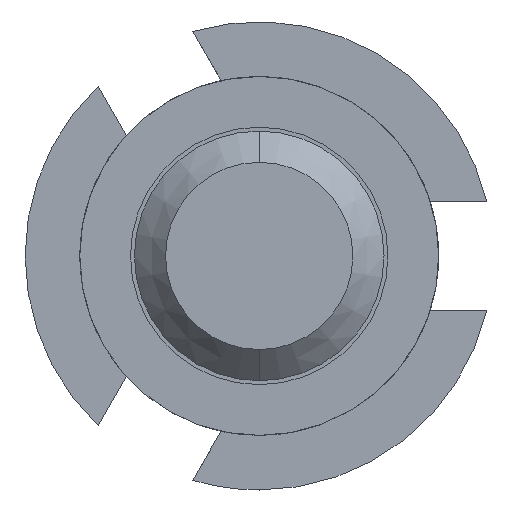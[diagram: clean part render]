
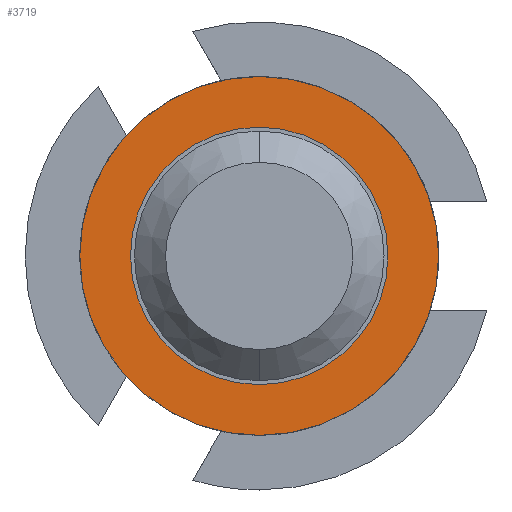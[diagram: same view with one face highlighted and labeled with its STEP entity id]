
A CAD part, front view. The second image highlights one B-rep face of the part: STEP entity #3719.
In plain terms, the highlighted planar face has unit normal (0, -1, 0).
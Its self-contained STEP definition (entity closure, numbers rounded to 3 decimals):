
#169 = CARTESIAN_POINT ( 'NONE',  ( 0., -1.5, -0.825 ) ) ;
#533 = CARTESIAN_POINT ( 'NONE',  ( 0., -1.5, 0. ) ) ;
#601 = DIRECTION ( 'NONE',  ( 0., 0., 1. ) ) ;
#868 = AXIS2_PLACEMENT_3D ( 'NONE', #1631, #1335, #601 ) ;
#928 = DIRECTION ( 'NONE',  ( 0., 0., 1. ) ) ;
#977 = EDGE_LOOP ( 'NONE', ( #4392, #2614 ) ) ;
#1037 = CIRCLE ( 'NONE', #4227, 0.825 ) ;
#1335 = DIRECTION ( 'NONE',  ( 0., 1., 0. ) ) ;
#1340 = ORIENTED_EDGE ( 'NONE', *, *, #3855, .T. ) ;
#1432 = CARTESIAN_POINT ( 'NONE',  ( 0., -1.5, 0.825 ) ) ;
#1446 = VERTEX_POINT ( 'NONE', #3967 ) ;
#1532 = VERTEX_POINT ( 'NONE', #169 ) ;
#1603 = AXIS2_PLACEMENT_3D ( 'NONE', #4398, #1936, #928 ) ;
#1617 = CARTESIAN_POINT ( 'NONE',  ( 0.825, -1.5, 0. ) ) ;
#1631 = CARTESIAN_POINT ( 'NONE',  ( 0., -1.5, 0. ) ) ;
#1748 = CIRCLE ( 'NONE', #868, 1.15 ) ;
#1799 = EDGE_CURVE ( 'Defeature ausgef�hrt1_8+Defeature ausgef�hrt1_14+Defeature ausgef�hrt1_14+Defeature ausgef�hrt1_14', #3922, #1446, #2541, .T. ) ;
#1912 = DIRECTION ( 'NONE',  ( 0., 0., 1. ) ) ;
#1914 = EDGE_CURVE ( 'Defeature ausgef�hrt1_8+Defeature ausgef�hrt1_14+Defeature ausgef�hrt1_14+Defeature ausgef�hrt1_14', #1446, #3922, #1748, .T. ) ;
#1935 = FACE_OUTER_BOUND ( 'NONE', #977, .T. ) ;
#1936 = DIRECTION ( 'NONE',  ( 0., 1., 0. ) ) ;
#2317 = VERTEX_POINT ( 'NONE', #1432 ) ;
#2416 = DIRECTION ( 'NONE',  ( 0., 1., 0. ) ) ;
#2417 = AXIS2_PLACEMENT_3D ( 'NONE', #533, #3267, #2581 ) ;
#2541 = CIRCLE ( 'NONE', #1603, 1.15 ) ;
#2581 = DIRECTION ( 'NONE',  ( 0., 0., 1. ) ) ;
#2614 = ORIENTED_EDGE ( 'NONE', *, *, #1914, .F. ) ;
#2796 = DIRECTION ( 'NONE',  ( 0., 0., 1. ) ) ;
#2802 = EDGE_CURVE ( 'Defeature ausgef�hrt1_14+Defeature ausgef�hrt1_13+Defeature ausgef�hrt1_13+Defeature ausgef�hrt1_13', #2317, #1532, #3505, .T. ) ;
#2866 = EDGE_LOOP ( 'NONE', ( #3574, #1340 ) ) ;
#3004 = PLANE ( 'NONE',  #3365 ) ;
#3050 = CARTESIAN_POINT ( 'NONE',  ( 0., -1.5, 1.15 ) ) ;
#3267 = DIRECTION ( 'NONE',  ( 0., 1., 0. ) ) ;
#3319 = FACE_BOUND ( 'NONE', #2866, .T. ) ;
#3365 = AXIS2_PLACEMENT_3D ( 'NONE', #1617, #4309, #1912 ) ;
#3505 = CIRCLE ( 'NONE', #2417, 0.825 ) ;
#3574 = ORIENTED_EDGE ( 'NONE', *, *, #2802, .T. ) ;
#3719 = ADVANCED_FACE ( 'Defeature ausgef�hrt1_14', ( #1935, #3319 ), #3004, .F. ) ;
#3855 = EDGE_CURVE ( 'Defeature ausgef�hrt1_14+Defeature ausgef�hrt1_13+Defeature ausgef�hrt1_13+Defeature ausgef�hrt1_13', #1532, #2317, #1037, .T. ) ;
#3922 = VERTEX_POINT ( 'NONE', #3050 ) ;
#3967 = CARTESIAN_POINT ( 'NONE',  ( 0., -1.5, -1.15 ) ) ;
#4132 = CARTESIAN_POINT ( 'NONE',  ( 0., -1.5, 0. ) ) ;
#4227 = AXIS2_PLACEMENT_3D ( 'NONE', #4132, #2416, #2796 ) ;
#4309 = DIRECTION ( 'NONE',  ( 0., 1., 0. ) ) ;
#4392 = ORIENTED_EDGE ( 'NONE', *, *, #1799, .F. ) ;
#4398 = CARTESIAN_POINT ( 'NONE',  ( 0., -1.5, 0. ) ) ;
